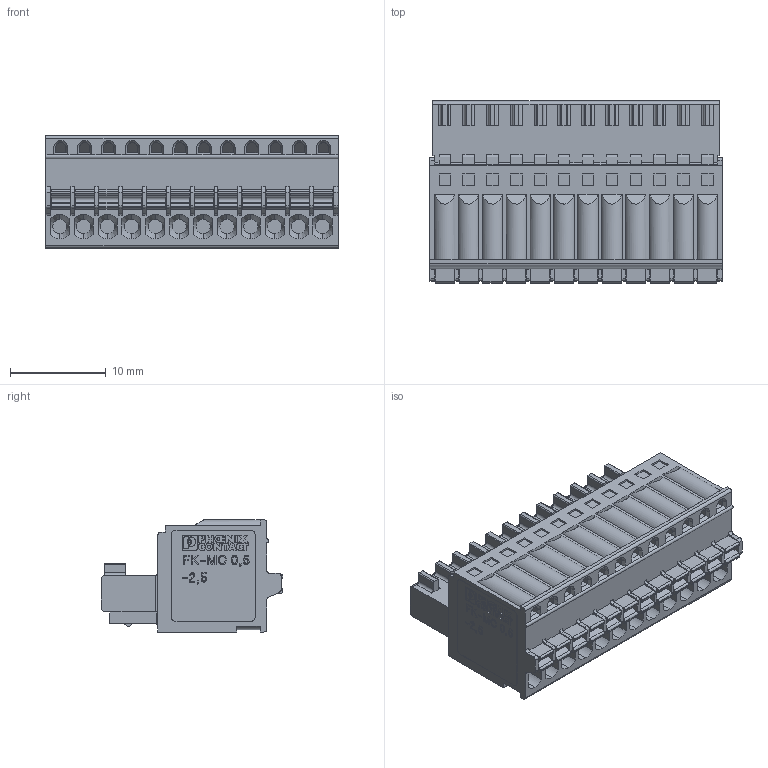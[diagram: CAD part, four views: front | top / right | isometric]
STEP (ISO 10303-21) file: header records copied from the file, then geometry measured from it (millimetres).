
FILE_DESCRIPTION (( 'STEP AP214' ), '1' );
FILE_NAME ('LW3A-CON-B.STEP', '2024-05-08T15:24:44', ( '' ), ( '' ), 'SwSTEP 2.0', 'SolidWorks 2021', '' );
FILE_SCHEMA (( 'AUTOMOTIVE_DESIGN' ));
Length unit declared in the file: inch
Products named in the file (1): LW3A-CON-B
Bounding box: 30.62 x 19.05 x 11.77 mm (x, y, z)
Volume: 4110.9 mm3; surface area: 4988.5 mm2
Topology: 37 solids, 37 shells, 1782 faces, 4632 edges, 3032 vertices
Faces by surface type: plane 1245, cylinder 426, cone 60, bspline 51
Entity records: 56418 total; most frequent: CARTESIAN_POINT 11882, ORIENTED_EDGE 9264, DIRECTION 8834, EDGE_CURVE 4632, VECTOR 3618, LINE 3618, VERTEX_POINT 3032, AXIS2_PLACEMENT_3D 2608
